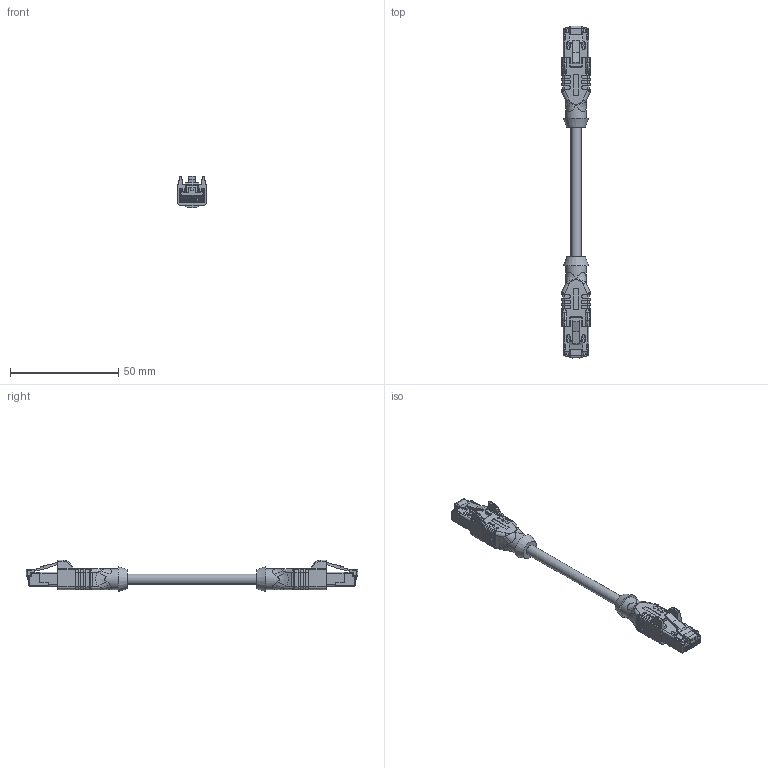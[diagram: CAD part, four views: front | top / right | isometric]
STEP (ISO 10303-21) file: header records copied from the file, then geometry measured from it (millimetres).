
FILE_DESCRIPTION(/* description */ (''),/* implementation_level */ '2;1');
FILE_NAME(/* name */ 'IE-RJ45SS4-m-IE-RJ45SS4_stp.stp',/* time_stamp */ '2018-07-13T14:40:29+02:00',/* author */ (''),/* organization */ (''),/* preprocessor_version */ 'ST-DEVELOPER v16',/* originating_system */ 'SIEMENS PLM Software NX 10.0',/* authorisation */ '');
FILE_SCHEMA (('AUTOMOTIVE_DESIGN { 1 0 10303 214 3 1 1 1 }'));
Length unit declared in the file: millimetre
Products named in the file (1): IE-RJ45SS4-m-IE-RJ45SS4_stp
Bounding box: 13.3 x 153.4 x 14.67 mm (x, y, z)
Volume: 9876.7 mm3; surface area: 5886.2 mm2
Topology: 1 solids, 1 shells, 1209 faces, 3204 edges, 1993 vertices
Faces by surface type: plane 576, cylinder 453, bspline 76, torus 74, sphere 16, extrusion 12, cone 2
Full cylindrical faces by diameter (mm): 4.8 x1, 9.6 x2
Entity records: 38440 total; most frequent: CARTESIAN_POINT 8550, ORIENTED_EDGE 6348, DIRECTION 6228, EDGE_CURVE 3174, AXIS2_PLACEMENT_3D 2084, VECTOR 2060, LINE 2048, VERTEX_POINT 1990
